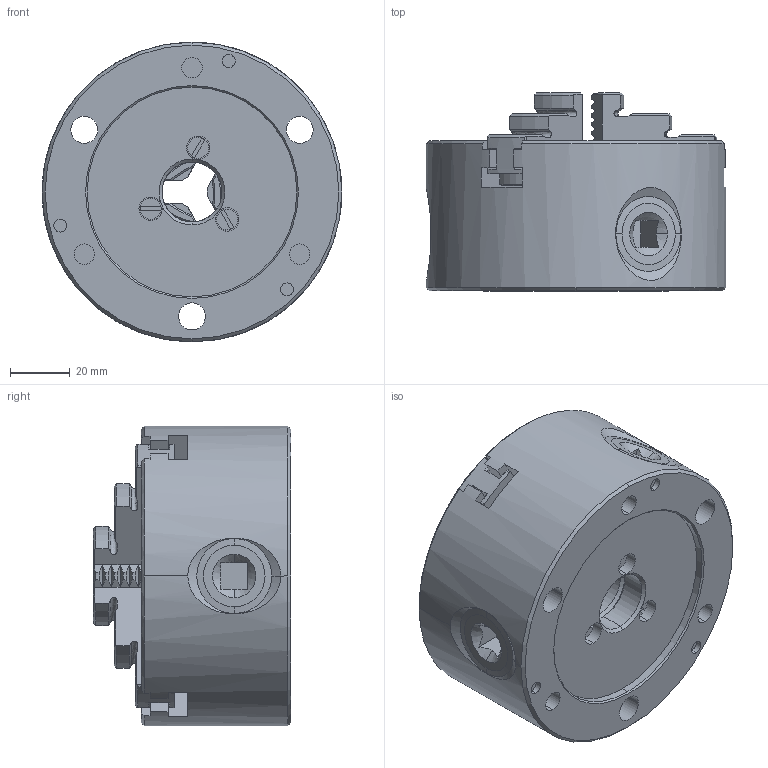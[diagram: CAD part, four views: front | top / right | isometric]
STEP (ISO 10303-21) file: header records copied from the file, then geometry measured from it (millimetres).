
FILE_DESCRIPTION (( 'STEP AP203' ), '1' );
FILE_NAME ('1-106-0401.STEP', '2024-03-12T02:34:06', ( '' ), ( '' ), 'SwSTEP 2.0', 'SolidWorks 2021', '' );
FILE_SCHEMA (( 'CONFIG_CONTROL_DESIGN' ));
Length unit declared in the file: millimetre
Products named in the file (3): 1-106-0401; PS3-100(F)攫极; PS3-100縐蛈
Assembly tree (4 placements, depth 2):
  1-106-0401
    PS3-100(F)攫极
    PS3-100縐蛈  x3
Bounding box: 100 x 66 x 100 mm (x, y, z)
Volume: 349591.8 mm3; surface area: 61360.6 mm2
Topology: 4 solids, 4 shells, 560 faces, 1496 edges, 961 vertices
Faces by surface type: plane 281, cone 157, cylinder 116, bspline 6
Entity records: 10159 total; most frequent: CARTESIAN_POINT 2546, ORIENTED_EDGE 1552, DIRECTION 1496, EDGE_CURVE 776, AXIS2_PLACEMENT_3D 569, VERTEX_POINT 501, VECTOR 358, LINE 358
